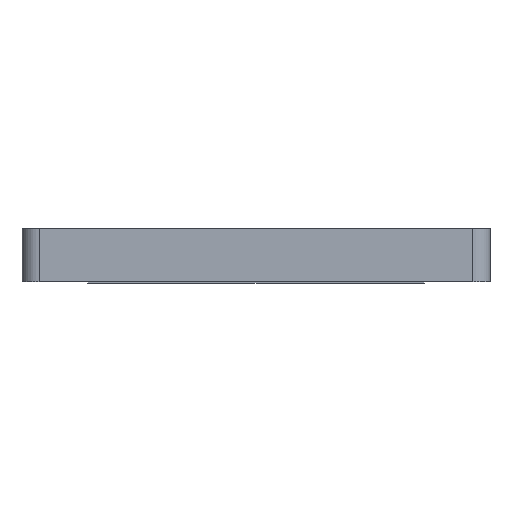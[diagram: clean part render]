
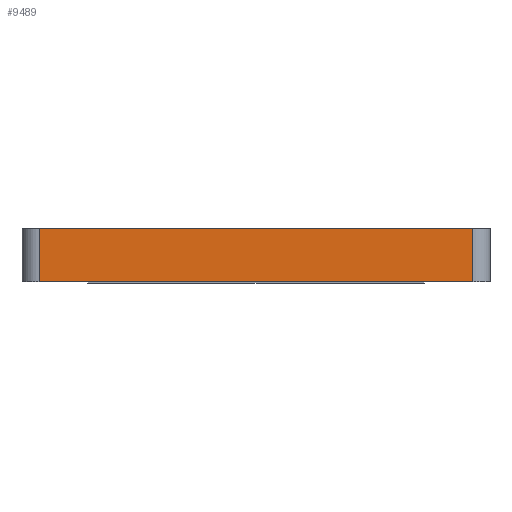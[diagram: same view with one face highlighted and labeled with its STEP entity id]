
A CAD part, front view. The second image highlights one B-rep face of the part: STEP entity #9489.
In plain terms, the highlighted planar face has unit normal (0, -1, 0).
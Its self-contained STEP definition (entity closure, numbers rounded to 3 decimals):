
#609 = PLANE('',#610);
#610 = AXIS2_PLACEMENT_3D('',#611,#612,#613);
#611 = CARTESIAN_POINT('',(-54.9,-48.7,25.));
#612 = DIRECTION('',(0.,0.,1.));
#613 = DIRECTION('',(1.,0.,0.));
#3483 = VERTEX_POINT('',#3484);
#3484 = CARTESIAN_POINT('',(-50.9,-48.7,25.));
#3499 = CYLINDRICAL_SURFACE('',#3500,4.);
#3500 = AXIS2_PLACEMENT_3D('',#3501,#3502,#3503);
#3501 = CARTESIAN_POINT('',(-50.9,-44.7,12.5));
#3502 = DIRECTION('',(0.,0.,1.));
#3503 = DIRECTION('',(-1.,0.,0.));
#3511 = EDGE_CURVE('',#3483,#3512,#3514,.T.);
#3512 = VERTEX_POINT('',#3513);
#3513 = CARTESIAN_POINT('',(50.9,-48.7,25.));
#3514 = SURFACE_CURVE('',#3515,(#3519,#3526),.PCURVE_S1.);
#3515 = LINE('',#3516,#3517);
#3516 = CARTESIAN_POINT('',(-54.9,-48.7,25.));
#3517 = VECTOR('',#3518,1.);
#3518 = DIRECTION('',(1.,0.,0.));
#3519 = PCURVE('',#609,#3520);
#3520 = DEFINITIONAL_REPRESENTATION('',(#3521),#3525);
#3521 = LINE('',#3522,#3523);
#3522 = CARTESIAN_POINT('',(0.,0.));
#3523 = VECTOR('',#3524,1.);
#3524 = DIRECTION('',(1.,0.));
#3525 = ( GEOMETRIC_REPRESENTATION_CONTEXT(2) 
PARAMETRIC_REPRESENTATION_CONTEXT() REPRESENTATION_CONTEXT('2D SPACE',''
  ) );
#3526 = PCURVE('',#3527,#3532);
#3527 = PLANE('',#3528);
#3528 = AXIS2_PLACEMENT_3D('',#3529,#3530,#3531);
#3529 = CARTESIAN_POINT('',(-54.9,-48.7,12.5));
#3530 = DIRECTION('',(0.,1.,0.));
#3531 = DIRECTION('',(0.,0.,1.));
#3532 = DEFINITIONAL_REPRESENTATION('',(#3533),#3537);
#3533 = LINE('',#3534,#3535);
#3534 = CARTESIAN_POINT('',(12.5,0.));
#3535 = VECTOR('',#3536,1.);
#3536 = DIRECTION('',(0.,1.));
#3537 = ( GEOMETRIC_REPRESENTATION_CONTEXT(2) 
PARAMETRIC_REPRESENTATION_CONTEXT() REPRESENTATION_CONTEXT('2D SPACE',''
  ) );
#3560 = CYLINDRICAL_SURFACE('',#3561,4.);
#3561 = AXIS2_PLACEMENT_3D('',#3562,#3563,#3564);
#3562 = CARTESIAN_POINT('',(50.9,-44.7,12.5));
#3563 = DIRECTION('',(0.,0.,1.));
#3564 = DIRECTION('',(1.,0.,0.));
#7460 = PLANE('',#7461);
#7461 = AXIS2_PLACEMENT_3D('',#7462,#7463,#7464);
#7462 = CARTESIAN_POINT('',(-54.9,-48.7,12.5));
#7463 = DIRECTION('',(0.,0.,1.));
#7464 = DIRECTION('',(1.,0.,0.));
#9440 = VERTEX_POINT('',#9441);
#9441 = CARTESIAN_POINT('',(50.9,-48.7,12.5));
#9467 = EDGE_CURVE('',#9440,#3512,#9468,.T.);
#9468 = SURFACE_CURVE('',#9469,(#9473,#9480),.PCURVE_S1.);
#9469 = LINE('',#9470,#9471);
#9470 = CARTESIAN_POINT('',(50.9,-48.7,12.5));
#9471 = VECTOR('',#9472,1.);
#9472 = DIRECTION('',(0.,0.,1.));
#9473 = PCURVE('',#3560,#9474);
#9474 = DEFINITIONAL_REPRESENTATION('',(#9475),#9479);
#9475 = LINE('',#9476,#9477);
#9476 = CARTESIAN_POINT('',(-1.571,0.));
#9477 = VECTOR('',#9478,1.);
#9478 = DIRECTION('',(0.,1.));
#9479 = ( GEOMETRIC_REPRESENTATION_CONTEXT(2) 
PARAMETRIC_REPRESENTATION_CONTEXT() REPRESENTATION_CONTEXT('2D SPACE',''
  ) );
#9480 = PCURVE('',#3527,#9481);
#9481 = DEFINITIONAL_REPRESENTATION('',(#9482),#9486);
#9482 = LINE('',#9483,#9484);
#9483 = CARTESIAN_POINT('',(0.,105.8));
#9484 = VECTOR('',#9485,1.);
#9485 = DIRECTION('',(1.,0.));
#9486 = ( GEOMETRIC_REPRESENTATION_CONTEXT(2) 
PARAMETRIC_REPRESENTATION_CONTEXT() REPRESENTATION_CONTEXT('2D SPACE',''
  ) );
#9489 = ADVANCED_FACE('',(#9490),#3527,.F.);
#9490 = FACE_BOUND('',#9491,.F.);
#9491 = EDGE_LOOP('',(#9492,#9515,#9536,#9537));
#9492 = ORIENTED_EDGE('',*,*,#9493,.F.);
#9493 = EDGE_CURVE('',#9494,#9440,#9496,.T.);
#9494 = VERTEX_POINT('',#9495);
#9495 = CARTESIAN_POINT('',(-50.9,-48.7,12.5));
#9496 = SURFACE_CURVE('',#9497,(#9501,#9508),.PCURVE_S1.);
#9497 = LINE('',#9498,#9499);
#9498 = CARTESIAN_POINT('',(-54.9,-48.7,12.5));
#9499 = VECTOR('',#9500,1.);
#9500 = DIRECTION('',(1.,0.,0.));
#9501 = PCURVE('',#3527,#9502);
#9502 = DEFINITIONAL_REPRESENTATION('',(#9503),#9507);
#9503 = LINE('',#9504,#9505);
#9504 = CARTESIAN_POINT('',(0.,0.));
#9505 = VECTOR('',#9506,1.);
#9506 = DIRECTION('',(0.,1.));
#9507 = ( GEOMETRIC_REPRESENTATION_CONTEXT(2) 
PARAMETRIC_REPRESENTATION_CONTEXT() REPRESENTATION_CONTEXT('2D SPACE',''
  ) );
#9508 = PCURVE('',#7460,#9509);
#9509 = DEFINITIONAL_REPRESENTATION('',(#9510),#9514);
#9510 = LINE('',#9511,#9512);
#9511 = CARTESIAN_POINT('',(0.,0.));
#9512 = VECTOR('',#9513,1.);
#9513 = DIRECTION('',(1.,0.));
#9514 = ( GEOMETRIC_REPRESENTATION_CONTEXT(2) 
PARAMETRIC_REPRESENTATION_CONTEXT() REPRESENTATION_CONTEXT('2D SPACE',''
  ) );
#9515 = ORIENTED_EDGE('',*,*,#9516,.T.);
#9516 = EDGE_CURVE('',#9494,#3483,#9517,.T.);
#9517 = SURFACE_CURVE('',#9518,(#9522,#9529),.PCURVE_S1.);
#9518 = LINE('',#9519,#9520);
#9519 = CARTESIAN_POINT('',(-50.9,-48.7,12.5));
#9520 = VECTOR('',#9521,1.);
#9521 = DIRECTION('',(0.,0.,1.));
#9522 = PCURVE('',#3527,#9523);
#9523 = DEFINITIONAL_REPRESENTATION('',(#9524),#9528);
#9524 = LINE('',#9525,#9526);
#9525 = CARTESIAN_POINT('',(0.,4.));
#9526 = VECTOR('',#9527,1.);
#9527 = DIRECTION('',(1.,0.));
#9528 = ( GEOMETRIC_REPRESENTATION_CONTEXT(2) 
PARAMETRIC_REPRESENTATION_CONTEXT() REPRESENTATION_CONTEXT('2D SPACE',''
  ) );
#9529 = PCURVE('',#3499,#9530);
#9530 = DEFINITIONAL_REPRESENTATION('',(#9531),#9535);
#9531 = LINE('',#9532,#9533);
#9532 = CARTESIAN_POINT('',(1.571,0.));
#9533 = VECTOR('',#9534,1.);
#9534 = DIRECTION('',(0.,1.));
#9535 = ( GEOMETRIC_REPRESENTATION_CONTEXT(2) 
PARAMETRIC_REPRESENTATION_CONTEXT() REPRESENTATION_CONTEXT('2D SPACE',''
  ) );
#9536 = ORIENTED_EDGE('',*,*,#3511,.T.);
#9537 = ORIENTED_EDGE('',*,*,#9467,.F.);
